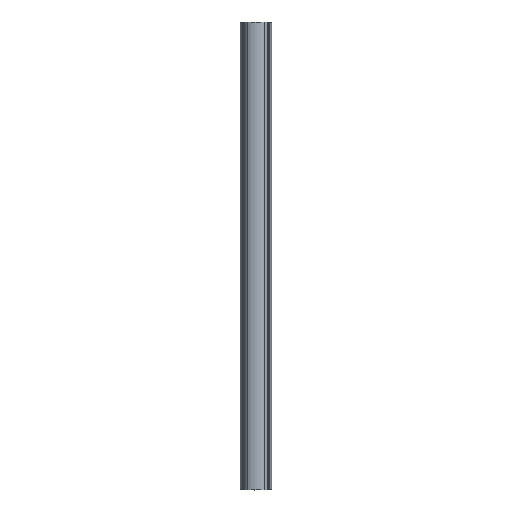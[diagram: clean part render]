
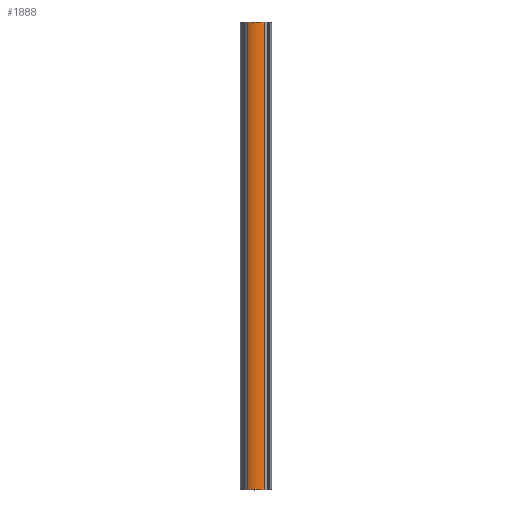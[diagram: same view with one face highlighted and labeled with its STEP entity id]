
A CAD part, top view. The second image highlights one B-rep face of the part: STEP entity #1888.
In plain terms, the highlighted cylindrical face has radius 15 mm (diameter 30 mm), a partial arc.
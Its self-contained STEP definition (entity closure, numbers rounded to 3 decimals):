
#79=CYLINDRICAL_SURFACE('',#2124,15.);
#176=FACE_OUTER_BOUND('',#275,.T.);
#275=EDGE_LOOP('',(#1639,#1640,#1641,#1642));
#419=LINE('',#3312,#563);
#420=LINE('',#3316,#564);
#563=VECTOR('',#2723,10.);
#564=VECTOR('',#2728,10.);
#582=CIRCLE('',#1909,15.);
#711=CIRCLE('',#2125,15.);
#728=VERTEX_POINT('',#2792);
#729=VERTEX_POINT('',#2794);
#901=VERTEX_POINT('',#3310);
#902=VERTEX_POINT('',#3314);
#920=EDGE_CURVE('',#728,#729,#582,.T.);
#1179=EDGE_CURVE('',#901,#729,#419,.T.);
#1180=EDGE_CURVE('',#902,#901,#711,.T.);
#1181=EDGE_CURVE('',#902,#728,#420,.T.);
#1639=ORIENTED_EDGE('',*,*,#1180,.T.);
#1640=ORIENTED_EDGE('',*,*,#1179,.T.);
#1641=ORIENTED_EDGE('',*,*,#920,.F.);
#1642=ORIENTED_EDGE('',*,*,#1181,.F.);
#1888=ADVANCED_FACE('',(#176),#79,.T.);
#1909=AXIS2_PLACEMENT_3D('',#2795,#2163,#2164);
#2124=AXIS2_PLACEMENT_3D('',#3313,#2724,#2725);
#2125=AXIS2_PLACEMENT_3D('',#3315,#2726,#2727);
#2163=DIRECTION('center_axis',(0.,1.,0.));
#2164=DIRECTION('ref_axis',(0.,0.,1.));
#2723=DIRECTION('',(0.,1.,0.));
#2724=DIRECTION('center_axis',(0.,1.,0.));
#2725=DIRECTION('ref_axis',(0.,0.,1.));
#2726=DIRECTION('center_axis',(0.,1.,0.));
#2727=DIRECTION('ref_axis',(0.,0.,1.));
#2728=DIRECTION('',(0.,1.,0.));
#2792=CARTESIAN_POINT('',(-7.755,460.,12.84));
#2794=CARTESIAN_POINT('',(7.755,460.,12.84));
#2795=CARTESIAN_POINT('Origin',(0.,460.,0.));
#3310=CARTESIAN_POINT('',(7.755,10.,12.84));
#3312=CARTESIAN_POINT('',(7.755,10.,12.84));
#3313=CARTESIAN_POINT('Origin',(0.,10.,0.));
#3314=CARTESIAN_POINT('',(-7.755,10.,12.84));
#3315=CARTESIAN_POINT('Origin',(0.,10.,0.));
#3316=CARTESIAN_POINT('',(-7.755,10.,12.84));
